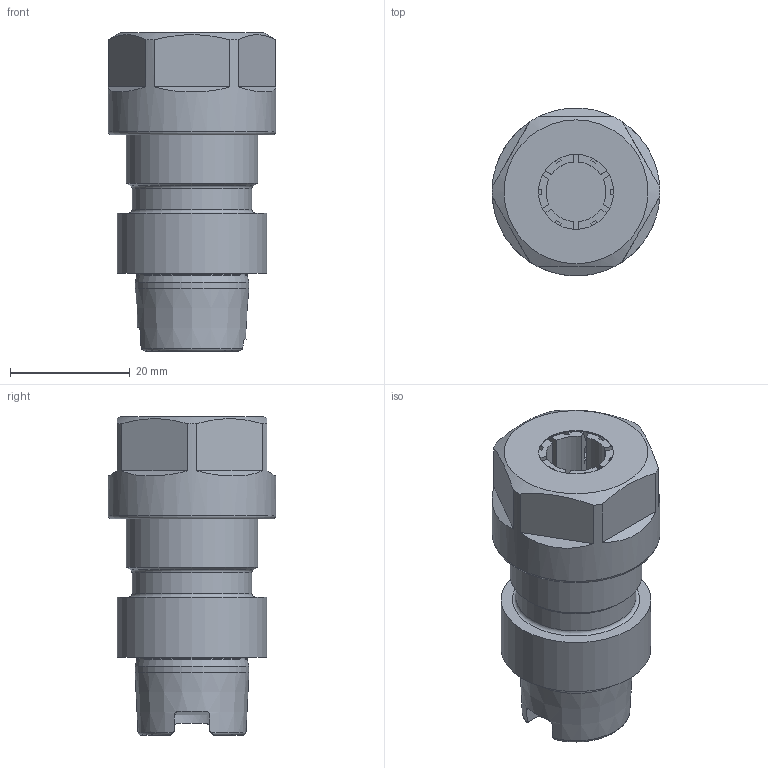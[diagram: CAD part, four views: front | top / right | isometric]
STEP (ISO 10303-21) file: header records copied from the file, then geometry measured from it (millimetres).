
FILE_DESCRIPTION(/* description */ (''),/* implementation_level */ '2;1');
FILE_NAME(/* name */ 'W2120003A.stp',/* time_stamp */ '2009-03-31T11:29:35+02:00',/* author */ (''),/* organization */ (''),/* preprocessor_version */ 'ST-DEVELOPER v11',/* originating_system */ 'UGS - NX 5.0',/* authorisation */ '');
FILE_SCHEMA (('AUTOMOTIVE_DESIGN { 1 0 10303 214 0 1 1 1 }'));
Length unit declared in the file: millimetre
Products named in the file (1): KrisBB0A189h
Bounding box: 28 x 28 x 53.06 mm (x, y, z)
Volume: 20021.6 mm3; surface area: 7868.7 mm2
Topology: 1 solids, 1 shells, 180 faces, 517 edges, 335 vertices
Faces by surface type: plane 94, cylinder 46, cone 33, torus 7
Full cylindrical faces by diameter (mm): 12.5 x1, 13 x1, 17 x1, 17.8 x1, 18.4 x1, 19 x1, 20 x1, 20.5 x1, 22 x1, 22.5 x1, 25 x1, 28 x1
Entity records: 5995 total; most frequent: CARTESIAN_POINT 1363, ORIENTED_EDGE 960, DIRECTION 950, EDGE_CURVE 480, AXIS2_PLACEMENT_3D 359, VERTEX_POINT 322, LINE 232, VECTOR 232
